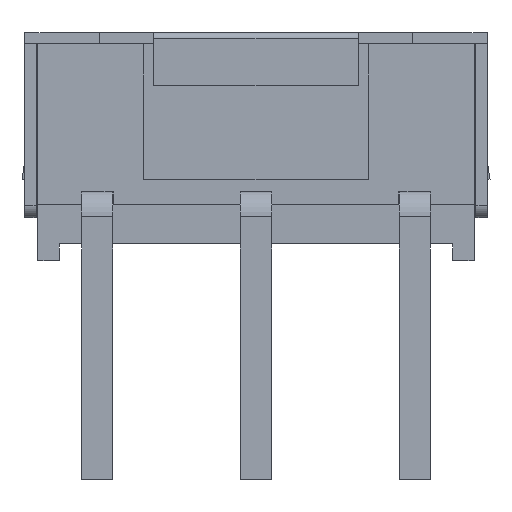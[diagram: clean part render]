
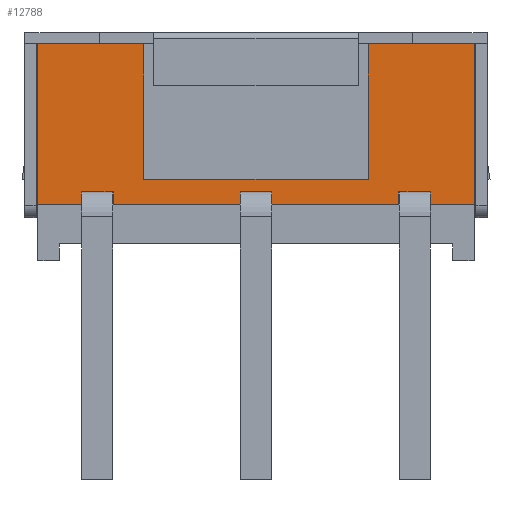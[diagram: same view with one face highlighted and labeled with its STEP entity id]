
A CAD part, left-side view. The second image highlights one B-rep face of the part: STEP entity #12788.
In plain terms, the highlighted planar face has unit normal (-1, 0, 0).
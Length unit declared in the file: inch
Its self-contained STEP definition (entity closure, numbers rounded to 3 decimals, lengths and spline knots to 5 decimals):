
#970=FACE_OUTER_BOUND('',#1689,.T.);
#1689=EDGE_LOOP('',(#8729,#8730,#8731,#8732,#8733,#8734,#8735,#8736,#8737,
#8738,#8739,#8740,#8741,#8742,#8743,#8744,#8745,#8746,#8747,#8748));
#2363=LINE('',#17130,#3749);
#2366=LINE('',#17136,#3752);
#2370=LINE('',#17143,#3756);
#2374=LINE('',#17153,#3760);
#2377=LINE('',#17159,#3763);
#2381=LINE('',#17166,#3767);
#2383=LINE('',#17170,#3769);
#2384=LINE('',#17172,#3770);
#2388=LINE('',#17180,#3774);
#2392=LINE('',#17187,#3778);
#2395=LINE('',#17195,#3781);
#2398=LINE('',#17199,#3784);
#2400=LINE('',#17202,#3786);
#2455=LINE('',#17316,#3841);
#2458=LINE('',#17322,#3844);
#2462=LINE('',#17329,#3848);
#2465=LINE('',#17335,#3851);
#2466=LINE('',#17337,#3852);
#2513=LINE('',#17440,#3899);
#2539=LINE('',#17508,#3925);
#3749=VECTOR('',#14222,0.02008);
#3752=VECTOR('',#14227,0.00787);
#3756=VECTOR('',#14233,0.00787);
#3760=VECTOR('',#14241,0.02008);
#3763=VECTOR('',#14246,0.00787);
#3767=VECTOR('',#14252,0.00787);
#3769=VECTOR('',#14258,0.07992);
#3770=VECTOR('',#14259,0.07992);
#3774=VECTOR('',#14263,0.02736);
#3778=VECTOR('',#14267,0.02736);
#3781=VECTOR('',#14272,0.02008);
#3784=VECTOR('',#14277,0.00787);
#3786=VECTOR('',#14281,0.00787);
#3841=VECTOR('',#14374,0.14173);
#3844=VECTOR('',#14379,0.08543);
#3848=VECTOR('',#14385,0.08543);
#3851=VECTOR('',#14392,0.06654);
#3852=VECTOR('',#14393,0.06654);
#3899=VECTOR('',#14482,0.10118);
#3925=VECTOR('',#14558,0.10118);
#5135=VERTEX_POINT('',#17127);
#5136=VERTEX_POINT('',#17129);
#5138=VERTEX_POINT('',#17135);
#5140=VERTEX_POINT('',#17141);
#5143=VERTEX_POINT('',#17150);
#5144=VERTEX_POINT('',#17152);
#5146=VERTEX_POINT('',#17158);
#5148=VERTEX_POINT('',#17164);
#5149=VERTEX_POINT('',#17171);
#5152=VERTEX_POINT('',#17177);
#5153=VERTEX_POINT('',#17179);
#5156=VERTEX_POINT('',#17185);
#5159=VERTEX_POINT('',#17192);
#5160=VERTEX_POINT('',#17194);
#5199=VERTEX_POINT('',#17313);
#5200=VERTEX_POINT('',#17315);
#5202=VERTEX_POINT('',#17321);
#5204=VERTEX_POINT('',#17327);
#5205=VERTEX_POINT('',#17333);
#5206=VERTEX_POINT('',#17336);
#6423=EDGE_CURVE('',#5136,#5135,#2363,.T.);
#6426=EDGE_CURVE('',#5138,#5136,#2366,.T.);
#6430=EDGE_CURVE('',#5135,#5140,#2370,.T.);
#6434=EDGE_CURVE('',#5144,#5143,#2374,.T.);
#6437=EDGE_CURVE('',#5146,#5144,#2377,.T.);
#6441=EDGE_CURVE('',#5143,#5148,#2381,.T.);
#6443=EDGE_CURVE('',#5148,#5138,#2383,.T.);
#6444=EDGE_CURVE('',#5149,#5146,#2384,.T.);
#6448=EDGE_CURVE('',#5153,#5152,#2388,.T.);
#6452=EDGE_CURVE('',#5140,#5156,#2392,.T.);
#6455=EDGE_CURVE('',#5160,#5159,#2395,.T.);
#6458=EDGE_CURVE('',#5152,#5160,#2398,.T.);
#6460=EDGE_CURVE('',#5159,#5149,#2400,.T.);
#6515=EDGE_CURVE('',#5200,#5199,#2455,.T.);
#6518=EDGE_CURVE('',#5202,#5200,#2458,.T.);
#6522=EDGE_CURVE('',#5199,#5204,#2462,.T.);
#6525=EDGE_CURVE('',#5204,#5205,#2465,.T.);
#6526=EDGE_CURVE('',#5206,#5202,#2466,.T.);
#6578=EDGE_CURVE('',#5153,#5205,#2513,.T.);
#6609=EDGE_CURVE('',#5156,#5206,#2539,.T.);
#8729=ORIENTED_EDGE('',*,*,#6430,.T.);
#8730=ORIENTED_EDGE('',*,*,#6452,.T.);
#8731=ORIENTED_EDGE('',*,*,#6609,.T.);
#8732=ORIENTED_EDGE('',*,*,#6526,.T.);
#8733=ORIENTED_EDGE('',*,*,#6518,.T.);
#8734=ORIENTED_EDGE('',*,*,#6515,.T.);
#8735=ORIENTED_EDGE('',*,*,#6522,.T.);
#8736=ORIENTED_EDGE('',*,*,#6525,.T.);
#8737=ORIENTED_EDGE('',*,*,#6578,.F.);
#8738=ORIENTED_EDGE('',*,*,#6448,.T.);
#8739=ORIENTED_EDGE('',*,*,#6458,.T.);
#8740=ORIENTED_EDGE('',*,*,#6455,.T.);
#8741=ORIENTED_EDGE('',*,*,#6460,.T.);
#8742=ORIENTED_EDGE('',*,*,#6444,.T.);
#8743=ORIENTED_EDGE('',*,*,#6437,.T.);
#8744=ORIENTED_EDGE('',*,*,#6434,.T.);
#8745=ORIENTED_EDGE('',*,*,#6441,.T.);
#8746=ORIENTED_EDGE('',*,*,#6443,.T.);
#8747=ORIENTED_EDGE('',*,*,#6426,.T.);
#8748=ORIENTED_EDGE('',*,*,#6423,.T.);
#12337=PLANE('',#13538);
#12788=ADVANCED_FACE('',(#970),#12337,.T.);
#13538=AXIS2_PLACEMENT_3D('',#17509,#14559,#14560);
#14222=DIRECTION('',(0.,-1.,0.));
#14227=DIRECTION('',(0.,0.,1.));
#14233=DIRECTION('',(0.,0.,-1.));
#14241=DIRECTION('',(0.,-1.,0.));
#14246=DIRECTION('',(0.,0.,1.));
#14252=DIRECTION('',(0.,0.,-1.));
#14258=DIRECTION('',(0.,-1.,0.));
#14259=DIRECTION('',(0.,-1.,0.));
#14263=DIRECTION('',(0.,-1.,0.));
#14267=DIRECTION('',(0.,-1.,0.));
#14272=DIRECTION('',(0.,-1.,0.));
#14277=DIRECTION('',(0.,0.,1.));
#14281=DIRECTION('',(0.,0.,-1.));
#14374=DIRECTION('',(0.,1.,0.));
#14379=DIRECTION('',(0.,0.,-1.));
#14385=DIRECTION('',(0.,0.,1.));
#14392=DIRECTION('',(0.,1.,0.));
#14393=DIRECTION('',(0.,1.,0.));
#14482=DIRECTION('',(0.,0.,1.));
#14558=DIRECTION('',(0.,0.,1.));
#14559=DIRECTION('center_axis',(-1.,0.,0.));
#14560=DIRECTION('ref_axis',(0.,0.,1.));
#17127=CARTESIAN_POINT('',(-0.14646,-0.11004,0.03268));
#17129=CARTESIAN_POINT('',(-0.14646,-0.08996,0.03268));
#17130=CARTESIAN_POINT('',(-0.14646,-0.08996,0.03268));
#17135=CARTESIAN_POINT('',(-0.14646,-0.08996,0.0248));
#17136=CARTESIAN_POINT('',(-0.14646,-0.08996,0.0248));
#17141=CARTESIAN_POINT('',(-0.14646,-0.11004,0.0248));
#17143=CARTESIAN_POINT('',(-0.14646,-0.11004,0.03268));
#17150=CARTESIAN_POINT('',(-0.14646,-0.01004,0.03268));
#17152=CARTESIAN_POINT('',(-0.14646,0.01004,0.03268));
#17153=CARTESIAN_POINT('',(-0.14646,0.01004,0.03268));
#17158=CARTESIAN_POINT('',(-0.14646,0.01004,0.0248));
#17159=CARTESIAN_POINT('',(-0.14646,0.01004,0.0248));
#17164=CARTESIAN_POINT('',(-0.14646,-0.01004,0.0248));
#17166=CARTESIAN_POINT('',(-0.14646,-0.01004,0.03268));
#17170=CARTESIAN_POINT('',(-0.14646,-0.01004,0.0248));
#17171=CARTESIAN_POINT('',(-0.14646,0.08996,0.0248));
#17172=CARTESIAN_POINT('',(-0.14646,0.08996,0.0248));
#17177=CARTESIAN_POINT('',(-0.14646,0.11004,0.0248));
#17179=CARTESIAN_POINT('',(-0.14646,0.1374,0.0248));
#17180=CARTESIAN_POINT('',(-0.14646,0.1374,0.0248));
#17185=CARTESIAN_POINT('',(-0.14646,-0.1374,0.0248));
#17187=CARTESIAN_POINT('',(-0.14646,-0.11004,0.0248));
#17192=CARTESIAN_POINT('',(-0.14646,0.08996,0.03268));
#17194=CARTESIAN_POINT('',(-0.14646,0.11004,0.03268));
#17195=CARTESIAN_POINT('',(-0.14646,0.11004,0.03268));
#17199=CARTESIAN_POINT('',(-0.14646,0.11004,0.0248));
#17202=CARTESIAN_POINT('',(-0.14646,0.08996,0.03268));
#17313=CARTESIAN_POINT('',(-0.14646,0.07087,0.04055));
#17315=CARTESIAN_POINT('',(-0.14646,-0.07087,0.04055));
#17316=CARTESIAN_POINT('',(-0.14646,-0.07087,0.04055));
#17321=CARTESIAN_POINT('',(-0.14646,-0.07087,0.12598));
#17322=CARTESIAN_POINT('',(-0.14646,-0.07087,0.12598));
#17327=CARTESIAN_POINT('',(-0.14646,0.07087,0.12598));
#17329=CARTESIAN_POINT('',(-0.14646,0.07087,0.04055));
#17333=CARTESIAN_POINT('',(-0.14646,0.1374,0.12598));
#17335=CARTESIAN_POINT('',(-0.14646,0.07087,0.12598));
#17336=CARTESIAN_POINT('',(-0.14646,-0.1374,0.12598));
#17337=CARTESIAN_POINT('',(-0.14646,-0.1374,0.12598));
#17440=CARTESIAN_POINT('',(-0.14646,0.1374,0.0248));
#17508=CARTESIAN_POINT('',(-0.14646,-0.1374,0.0248));
#17509=CARTESIAN_POINT('Origin',(-0.14646,-0.1374,0.));
